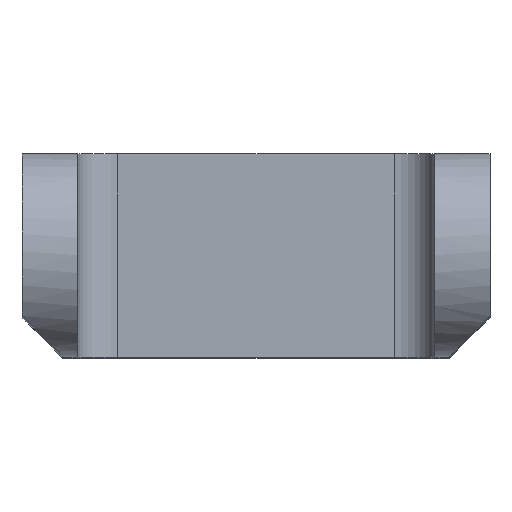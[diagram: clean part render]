
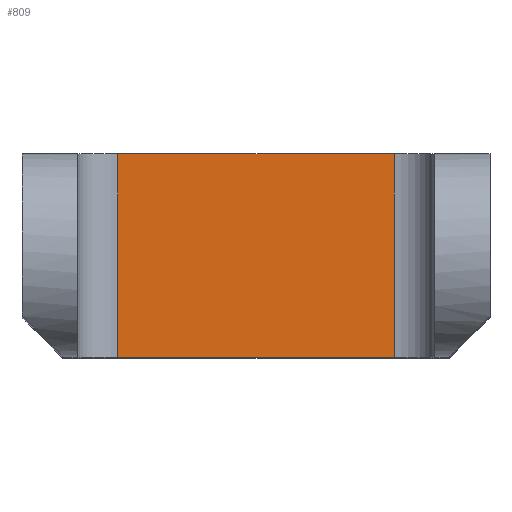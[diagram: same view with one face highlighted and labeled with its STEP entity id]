
A CAD part, top view. The second image highlights one B-rep face of the part: STEP entity #809.
In plain terms, the highlighted planar face has unit normal (0, 0, 1).
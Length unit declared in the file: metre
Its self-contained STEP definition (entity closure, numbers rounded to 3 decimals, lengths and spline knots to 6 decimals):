
#174=ORIENTED_EDGE('',*,*,#370,.F.);
#175=ORIENTED_EDGE('',*,*,#400,.T.);
#176=ORIENTED_EDGE('',*,*,#337,.T.);
#177=ORIENTED_EDGE('',*,*,#401,.T.);
#337=EDGE_CURVE('',#454,#453,#527,.T.);
#370=EDGE_CURVE('',#486,#487,#546,.T.);
#400=EDGE_CURVE('',#486,#454,#561,.T.);
#401=EDGE_CURVE('',#453,#487,#562,.F.);
#453=VERTEX_POINT('',#1234);
#454=VERTEX_POINT('',#1236);
#486=VERTEX_POINT('',#1301);
#487=VERTEX_POINT('',#1303);
#527=LINE('',#1235,#599);
#546=LINE('',#1302,#618);
#561=LINE('',#1360,#633);
#562=LINE('',#1361,#634);
#599=VECTOR('',#976,1.);
#618=VECTOR('',#1025,1.);
#633=VECTOR('',#1080,1.);
#634=VECTOR('',#1081,1.);
#677=EDGE_LOOP('',(#174,#175,#176,#177));
#737=FACE_BOUND('',#677,.T.);
#788=PLANE('',#902);
#809=ADVANCED_FACE('',(#737),#788,.F.);
#902=AXIS2_PLACEMENT_3D('',#1359,#1078,#1079);
#976=DIRECTION('',(1.,0.,0.));
#1025=DIRECTION('',(1.,0.,0.));
#1078=DIRECTION('',(0.,0.,-1.));
#1079=DIRECTION('',(-1.,0.,0.));
#1080=DIRECTION('',(0.,-1.,0.));
#1081=DIRECTION('',(0.,-1.,0.));
#1234=CARTESIAN_POINT('',(0.00679,-0.005,0.03));
#1235=CARTESIAN_POINT('',(-0.00879,-0.005,0.03));
#1236=CARTESIAN_POINT('',(-0.00679,-0.005,0.03));
#1301=CARTESIAN_POINT('',(-0.00679,0.005,0.03));
#1302=CARTESIAN_POINT('',(-0.00879,0.005,0.03));
#1303=CARTESIAN_POINT('',(0.00679,0.005,0.03));
#1359=CARTESIAN_POINT('',(-0.00879,0.005,0.03));
#1360=CARTESIAN_POINT('',(-0.00679,-0.005,0.03));
#1361=CARTESIAN_POINT('',(0.00679,0.005,0.03));
